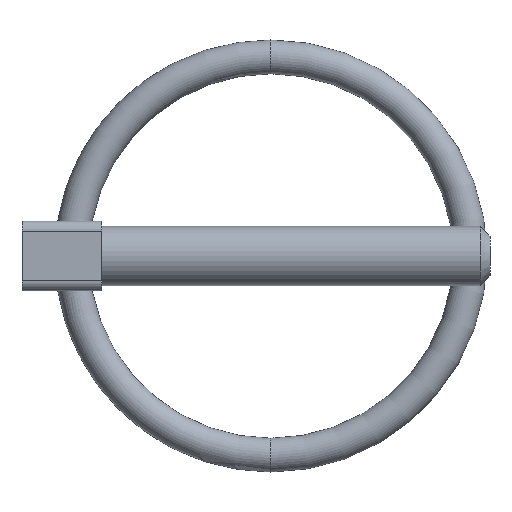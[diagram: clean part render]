
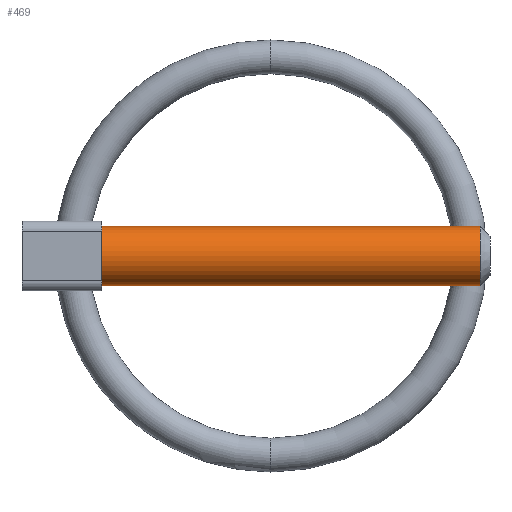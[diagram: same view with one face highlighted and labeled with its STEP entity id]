
A CAD part, front view. The second image highlights one B-rep face of the part: STEP entity #469.
In plain terms, the highlighted cylindrical face has radius 3 mm (diameter 6 mm), a partial arc.
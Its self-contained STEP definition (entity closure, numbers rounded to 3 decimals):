
#7 = CARTESIAN_POINT ( 'NONE',  ( -17., -5., 0. ) ) ;
#23 = AXIS2_PLACEMENT_3D ( 'NONE', #520, #479, #344 ) ;
#36 = VECTOR ( 'NONE', #441, 1000. ) ;
#78 = CARTESIAN_POINT ( 'NONE',  ( -17., -5., -3. ) ) ;
#104 = DIRECTION ( 'NONE',  ( 1., 0., 0. ) ) ;
#111 = VECTOR ( 'NONE', #104, 1000. ) ;
#116 = AXIS2_PLACEMENT_3D ( 'NONE', #7, #734, #674 ) ;
#156 = ORIENTED_EDGE ( 'NONE', *, *, #177, .T. ) ;
#160 = AXIS2_PLACEMENT_3D ( 'NONE', #204, #554, #684 ) ;
#169 = CARTESIAN_POINT ( 'NONE',  ( -17., -5., 3. ) ) ;
#177 = EDGE_CURVE ( 'NONE', #585, #326, #774, .T. ) ;
#198 = CARTESIAN_POINT ( 'NONE',  ( 21., -5., 3. ) ) ;
#204 = CARTESIAN_POINT ( 'NONE',  ( -17., -5., 0. ) ) ;
#207 = CARTESIAN_POINT ( 'NONE',  ( -17., -5., 3. ) ) ;
#275 = ORIENTED_EDGE ( 'NONE', *, *, #440, .T. ) ;
#294 = EDGE_CURVE ( 'NONE', #452, #462, #312, .T. ) ;
#312 = CIRCLE ( 'NONE', #116, 3. ) ;
#326 = VERTEX_POINT ( 'NONE', #198 ) ;
#344 = DIRECTION ( 'NONE',  ( 0., 0., -1. ) ) ;
#356 = ORIENTED_EDGE ( 'NONE', *, *, #560, .F. ) ;
#397 = ORIENTED_EDGE ( 'NONE', *, *, #294, .T. ) ;
#440 = EDGE_CURVE ( 'NONE', #462, #585, #475, .T. ) ;
#441 = DIRECTION ( 'NONE',  ( 1., 0., 0. ) ) ;
#452 = VERTEX_POINT ( 'NONE', #207 ) ;
#462 = VERTEX_POINT ( 'NONE', #561 ) ;
#469 = ADVANCED_FACE ( 'NONE', ( #614 ), #584, .T. ) ;
#475 = LINE ( 'NONE', #78, #36 ) ;
#479 = DIRECTION ( 'NONE',  ( -1., 0., 0. ) ) ;
#514 = EDGE_LOOP ( 'NONE', ( #356, #397, #275, #156 ) ) ;
#520 = CARTESIAN_POINT ( 'NONE',  ( 21., -5., 0. ) ) ;
#554 = DIRECTION ( 'NONE',  ( 1., 0., 0. ) ) ;
#560 = EDGE_CURVE ( 'NONE', #452, #326, #672, .T. ) ;
#561 = CARTESIAN_POINT ( 'NONE',  ( -17., -5., -3. ) ) ;
#584 = CYLINDRICAL_SURFACE ( 'NONE', #160, 3. ) ;
#585 = VERTEX_POINT ( 'NONE', #765 ) ;
#614 = FACE_OUTER_BOUND ( 'NONE', #514, .T. ) ;
#672 = LINE ( 'NONE', #169, #111 ) ;
#674 = DIRECTION ( 'NONE',  ( 0., 0., -1. ) ) ;
#684 = DIRECTION ( 'NONE',  ( 0., 0., -1. ) ) ;
#734 = DIRECTION ( 'NONE',  ( 1., 0., 0. ) ) ;
#765 = CARTESIAN_POINT ( 'NONE',  ( 21., -5., -3. ) ) ;
#774 = CIRCLE ( 'NONE', #23, 3. ) ;
